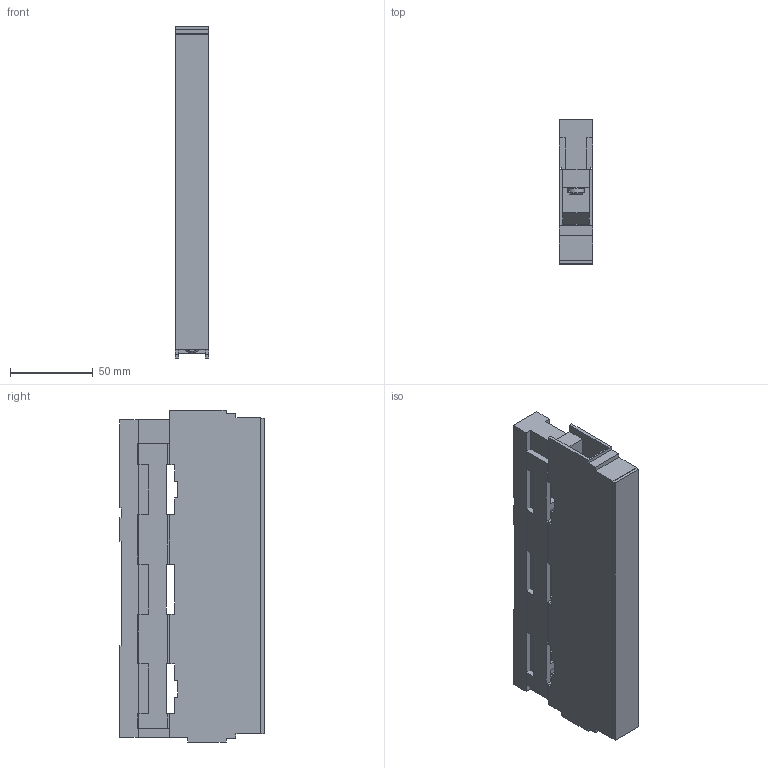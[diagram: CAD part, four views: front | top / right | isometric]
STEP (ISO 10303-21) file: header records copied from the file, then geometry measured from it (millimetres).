
FILE_DESCRIPTION((''),'2;1');
FILE_NAME('ZEI_ART_3DSTP_01484.stp','2013-06-18T08:25:05',('Alois Weiner'),(''),'Autodesk Inventor 2013','Autodesk Inventor 2013','');
FILE_SCHEMA(('AUTOMOTIVE_DESIGN { 1 0 10303 214 1 1 1 1 }'));
Length unit declared in the file: millimetre
Products named in the file (6): 01484000; 79673000; 79877000; 79675000; 80147000; 79878000
Assembly tree (8 placements, depth 2):
  01484000
    79673000
    79877000
    79675000
    80147000  x4
    79878000
Bounding box: 20 x 87 x 200 mm (x, y, z)
Volume: 194447.5 mm3; surface area: 102550.1 mm2
Topology: 8 solids, 8 shells, 373 faces, 1021 edges, 678 vertices
Faces by surface type: plane 300, cylinder 61, cone 12
Full cylindrical faces by diameter (mm): 3 x4, 5 x4, 6 x8, 6.5 x2, 7 x3, 9.9 x4, 10 x10, 11 x2
Entity records: 9895 total; most frequent: CARTESIAN_POINT 1727, ORIENTED_EDGE 1660, DIRECTION 1578, EDGE_CURVE 830, VECTOR 716, LINE 716, VERTEX_POINT 568, AXIS2_PLACEMENT_3D 431
